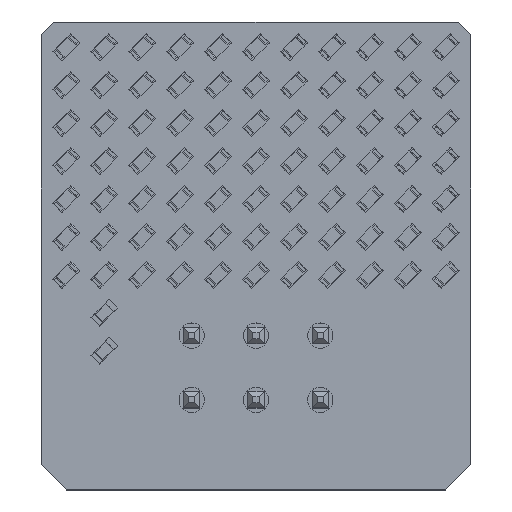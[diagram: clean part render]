
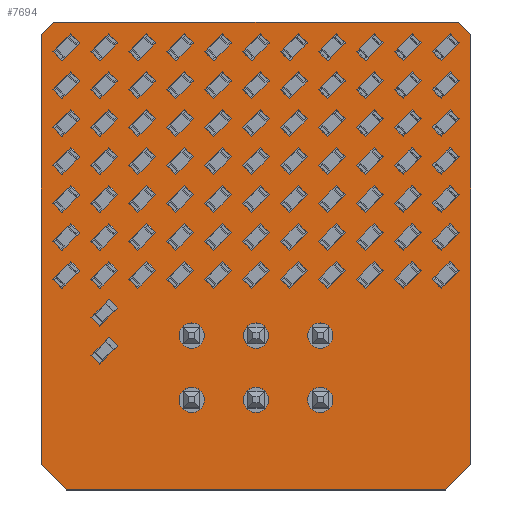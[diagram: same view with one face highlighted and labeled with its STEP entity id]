
A CAD part, top view. The second image highlights one B-rep face of the part: STEP entity #7694.
In plain terms, the highlighted planar face has unit normal (0, 0, 1).
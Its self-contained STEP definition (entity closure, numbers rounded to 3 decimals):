
#7484 = VERTEX_POINT('',#7485);
#7485 = CARTESIAN_POINT('',(86.5,-116.,1.6));
#7491 = EDGE_CURVE('',#7484,#7492,#7494,.T.);
#7492 = VERTEX_POINT('',#7493);
#7493 = CARTESIAN_POINT('',(86.5,-133.,1.6));
#7494 = LINE('',#7495,#7496);
#7495 = CARTESIAN_POINT('',(86.5,-116.,1.6));
#7496 = VECTOR('',#7497,1.);
#7497 = DIRECTION('',(0.,-1.,0.));
#7524 = VERTEX_POINT('',#7525);
#7525 = CARTESIAN_POINT('',(86.,-115.5,1.6));
#7531 = EDGE_CURVE('',#7524,#7484,#7532,.T.);
#7532 = LINE('',#7533,#7534);
#7533 = CARTESIAN_POINT('',(86.,-115.5,1.6));
#7534 = VECTOR('',#7535,1.);
#7535 = DIRECTION('',(0.707,-0.707,0.));
#7553 = EDGE_CURVE('',#7492,#7554,#7556,.T.);
#7554 = VERTEX_POINT('',#7555);
#7555 = CARTESIAN_POINT('',(85.5,-134.,1.6));
#7556 = LINE('',#7557,#7558);
#7557 = CARTESIAN_POINT('',(86.5,-133.,1.6));
#7558 = VECTOR('',#7559,1.);
#7559 = DIRECTION('',(-0.707,-0.707,0.));
#7694 = ADVANCED_FACE('',(#7695,#7738,#7749,#7760,#7771,#7782,#7793),
  #7804,.T.);
#7695 = FACE_BOUND('',#7696,.T.);
#7696 = EDGE_LOOP('',(#7697,#7698,#7699,#7707,#7715,#7723,#7731,#7737));
#7697 = ORIENTED_EDGE('',*,*,#7491,.F.);
#7698 = ORIENTED_EDGE('',*,*,#7531,.F.);
#7699 = ORIENTED_EDGE('',*,*,#7700,.F.);
#7700 = EDGE_CURVE('',#7701,#7524,#7703,.T.);
#7701 = VERTEX_POINT('',#7702);
#7702 = CARTESIAN_POINT('',(70.,-115.5,1.6));
#7703 = LINE('',#7704,#7705);
#7704 = CARTESIAN_POINT('',(70.,-115.5,1.6));
#7705 = VECTOR('',#7706,1.);
#7706 = DIRECTION('',(1.,0.,0.));
#7707 = ORIENTED_EDGE('',*,*,#7708,.F.);
#7708 = EDGE_CURVE('',#7709,#7701,#7711,.T.);
#7709 = VERTEX_POINT('',#7710);
#7710 = CARTESIAN_POINT('',(69.5,-116.,1.6));
#7711 = LINE('',#7712,#7713);
#7712 = CARTESIAN_POINT('',(69.5,-116.,1.6));
#7713 = VECTOR('',#7714,1.);
#7714 = DIRECTION('',(0.707,0.707,0.));
#7715 = ORIENTED_EDGE('',*,*,#7716,.F.);
#7716 = EDGE_CURVE('',#7717,#7709,#7719,.T.);
#7717 = VERTEX_POINT('',#7718);
#7718 = CARTESIAN_POINT('',(69.5,-133.,1.6));
#7719 = LINE('',#7720,#7721);
#7720 = CARTESIAN_POINT('',(69.5,-133.,1.6));
#7721 = VECTOR('',#7722,1.);
#7722 = DIRECTION('',(0.,1.,0.));
#7723 = ORIENTED_EDGE('',*,*,#7724,.F.);
#7724 = EDGE_CURVE('',#7725,#7717,#7727,.T.);
#7725 = VERTEX_POINT('',#7726);
#7726 = CARTESIAN_POINT('',(70.5,-134.,1.6));
#7727 = LINE('',#7728,#7729);
#7728 = CARTESIAN_POINT('',(70.5,-134.,1.6));
#7729 = VECTOR('',#7730,1.);
#7730 = DIRECTION('',(-0.707,0.707,0.));
#7731 = ORIENTED_EDGE('',*,*,#7732,.F.);
#7732 = EDGE_CURVE('',#7554,#7725,#7733,.T.);
#7733 = LINE('',#7734,#7735);
#7734 = CARTESIAN_POINT('',(85.5,-134.,1.6));
#7735 = VECTOR('',#7736,1.);
#7736 = DIRECTION('',(-1.,0.,0.));
#7737 = ORIENTED_EDGE('',*,*,#7553,.F.);
#7738 = FACE_BOUND('',#7739,.T.);
#7739 = EDGE_LOOP('',(#7740));
#7740 = ORIENTED_EDGE('',*,*,#7741,.T.);
#7741 = EDGE_CURVE('',#7742,#7742,#7744,.T.);
#7742 = VERTEX_POINT('',#7743);
#7743 = CARTESIAN_POINT('',(75.46,-130.94,1.6));
#7744 = CIRCLE('',#7745,0.5);
#7745 = AXIS2_PLACEMENT_3D('',#7746,#7747,#7748);
#7746 = CARTESIAN_POINT('',(75.46,-130.44,1.6));
#7747 = DIRECTION('',(-0.,0.,-1.));
#7748 = DIRECTION('',(-0.,-1.,0.));
#7749 = FACE_BOUND('',#7750,.T.);
#7750 = EDGE_LOOP('',(#7751));
#7751 = ORIENTED_EDGE('',*,*,#7752,.T.);
#7752 = EDGE_CURVE('',#7753,#7753,#7755,.T.);
#7753 = VERTEX_POINT('',#7754);
#7754 = CARTESIAN_POINT('',(78.,-130.94,1.6));
#7755 = CIRCLE('',#7756,0.5);
#7756 = AXIS2_PLACEMENT_3D('',#7757,#7758,#7759);
#7757 = CARTESIAN_POINT('',(78.,-130.44,1.6));
#7758 = DIRECTION('',(-0.,0.,-1.));
#7759 = DIRECTION('',(-0.,-1.,0.));
#7760 = FACE_BOUND('',#7761,.T.);
#7761 = EDGE_LOOP('',(#7762));
#7762 = ORIENTED_EDGE('',*,*,#7763,.T.);
#7763 = EDGE_CURVE('',#7764,#7764,#7766,.T.);
#7764 = VERTEX_POINT('',#7765);
#7765 = CARTESIAN_POINT('',(80.54,-130.94,1.6));
#7766 = CIRCLE('',#7767,0.5);
#7767 = AXIS2_PLACEMENT_3D('',#7768,#7769,#7770);
#7768 = CARTESIAN_POINT('',(80.54,-130.44,1.6));
#7769 = DIRECTION('',(-0.,0.,-1.));
#7770 = DIRECTION('',(-0.,-1.,0.));
#7771 = FACE_BOUND('',#7772,.T.);
#7772 = EDGE_LOOP('',(#7773));
#7773 = ORIENTED_EDGE('',*,*,#7774,.T.);
#7774 = EDGE_CURVE('',#7775,#7775,#7777,.T.);
#7775 = VERTEX_POINT('',#7776);
#7776 = CARTESIAN_POINT('',(75.46,-128.4,1.6));
#7777 = CIRCLE('',#7778,0.5);
#7778 = AXIS2_PLACEMENT_3D('',#7779,#7780,#7781);
#7779 = CARTESIAN_POINT('',(75.46,-127.9,1.6));
#7780 = DIRECTION('',(-0.,0.,-1.));
#7781 = DIRECTION('',(-0.,-1.,0.));
#7782 = FACE_BOUND('',#7783,.T.);
#7783 = EDGE_LOOP('',(#7784));
#7784 = ORIENTED_EDGE('',*,*,#7785,.T.);
#7785 = EDGE_CURVE('',#7786,#7786,#7788,.T.);
#7786 = VERTEX_POINT('',#7787);
#7787 = CARTESIAN_POINT('',(78.,-128.4,1.6));
#7788 = CIRCLE('',#7789,0.5);
#7789 = AXIS2_PLACEMENT_3D('',#7790,#7791,#7792);
#7790 = CARTESIAN_POINT('',(78.,-127.9,1.6));
#7791 = DIRECTION('',(-0.,0.,-1.));
#7792 = DIRECTION('',(-0.,-1.,0.));
#7793 = FACE_BOUND('',#7794,.T.);
#7794 = EDGE_LOOP('',(#7795));
#7795 = ORIENTED_EDGE('',*,*,#7796,.T.);
#7796 = EDGE_CURVE('',#7797,#7797,#7799,.T.);
#7797 = VERTEX_POINT('',#7798);
#7798 = CARTESIAN_POINT('',(80.54,-128.4,1.6));
#7799 = CIRCLE('',#7800,0.5);
#7800 = AXIS2_PLACEMENT_3D('',#7801,#7802,#7803);
#7801 = CARTESIAN_POINT('',(80.54,-127.9,1.6));
#7802 = DIRECTION('',(-0.,0.,-1.));
#7803 = DIRECTION('',(-0.,-1.,0.));
#7804 = PLANE('',#7805);
#7805 = AXIS2_PLACEMENT_3D('',#7806,#7807,#7808);
#7806 = CARTESIAN_POINT('',(0.,0.,1.6));
#7807 = DIRECTION('',(0.,0.,1.));
#7808 = DIRECTION('',(1.,0.,-0.));
